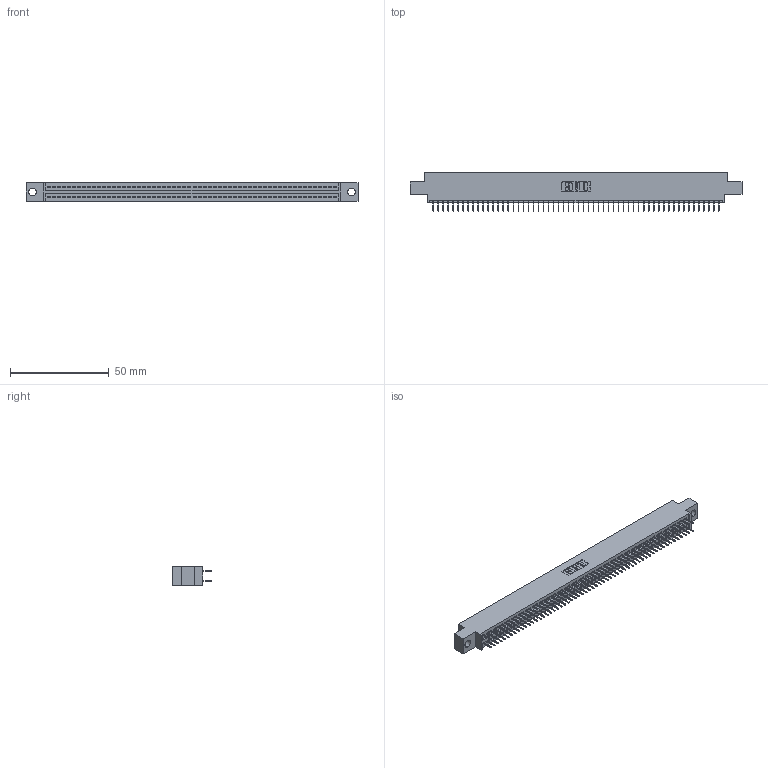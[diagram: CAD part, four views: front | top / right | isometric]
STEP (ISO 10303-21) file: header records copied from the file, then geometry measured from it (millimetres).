
FILE_DESCRIPTION (( 'STEP AP203' ), '1' );
FILE_NAME ('395-116-524-804.STEP', '2018-12-01T22:54:11', ( '' ), ( '' ), 'SwSTEP 2.0', 'SolidWorks 2016', '' );
FILE_SCHEMA (( 'CONFIG_CONTROL_DESIGN' ));
Length unit declared in the file: inch
Products named in the file (3): 395-116-524-804; 345 Part_0.170 Offset - 0.156 Dia-TH; 345-292-001_345-293-124
Assembly tree (117 placements, depth 2):
  395-116-524-804
    345 Part_0.170 Offset - 0.156 Dia-TH
    345-292-001_345-293-124  x116
Bounding box: 168.53 x 19.35 x 9.4 mm (x, y, z)
Volume: 16142.8 mm3; surface area: 23666.9 mm2
Topology: 117 solids, 117 shells, 6394 faces, 18101 edges, 11602 vertices
Faces by surface type: plane 4608, cylinder 1786
Entity records: 43563 total; most frequent: CARTESIAN_POINT 7288, ORIENTED_EDGE 7222, DIRECTION 6407, EDGE_CURVE 3611, VECTOR 3251, LINE 3251, VERTEX_POINT 2402, AXIS2_PLACEMENT_3D 1578
